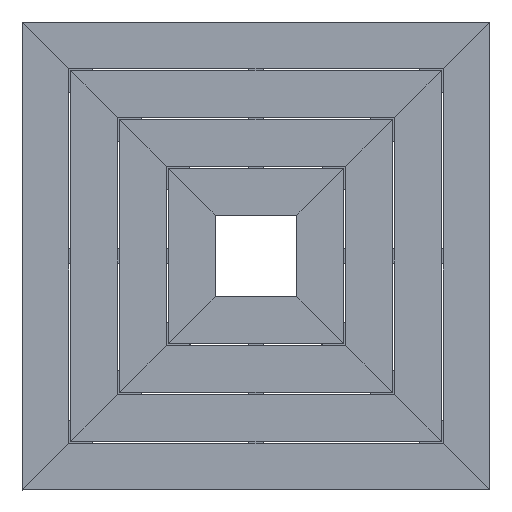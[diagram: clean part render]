
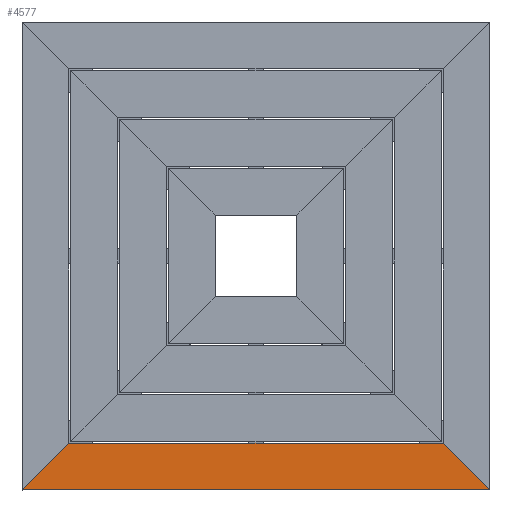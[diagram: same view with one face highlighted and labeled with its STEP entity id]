
A CAD part, top view. The second image highlights one B-rep face of the part: STEP entity #4577.
In plain terms, the highlighted planar face has unit normal (0, 0, 1).
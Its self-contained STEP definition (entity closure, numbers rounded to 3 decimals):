
#265=FACE_OUTER_BOUND('',#537,.T.);
#537=EDGE_LOOP('',(#3389,#3390,#3391,#3392));
#969=LINE('',#6953,#1513);
#970=LINE('',#6955,#1514);
#971=LINE('',#6957,#1515);
#972=LINE('',#6958,#1516);
#1513=VECTOR('',#5755,10.);
#1514=VECTOR('',#5756,10.);
#1515=VECTOR('',#5757,10.);
#1516=VECTOR('',#5758,10.);
#1965=VERTEX_POINT('',#6951);
#1966=VERTEX_POINT('',#6952);
#1967=VERTEX_POINT('',#6954);
#1968=VERTEX_POINT('',#6956);
#2465=EDGE_CURVE('',#1965,#1966,#969,.T.);
#2466=EDGE_CURVE('',#1966,#1967,#970,.T.);
#2467=EDGE_CURVE('',#1967,#1968,#971,.T.);
#2468=EDGE_CURVE('',#1968,#1965,#972,.T.);
#3389=ORIENTED_EDGE('',*,*,#2465,.T.);
#3390=ORIENTED_EDGE('',*,*,#2466,.T.);
#3391=ORIENTED_EDGE('',*,*,#2467,.T.);
#3392=ORIENTED_EDGE('',*,*,#2468,.T.);
#3997=PLANE('',#4935);
#4577=ADVANCED_FACE('',(#265),#3997,.T.);
#4935=AXIS2_PLACEMENT_3D('',#6950,#5753,#5754);
#5753=DIRECTION('center_axis',(0.,0.,
1.));
#5754=DIRECTION('ref_axis',(-1.,0.,0.));
#5755=DIRECTION('',(1.,0.,0.));
#5756=DIRECTION('',(-0.707,0.707,0.));
#5757=DIRECTION('',(-1.,0.,0.));
#5758=DIRECTION('',(-0.707,-0.707,0.));
#6950=CARTESIAN_POINT('Origin',(2921.921,10.674,2090.238));
#6951=CARTESIAN_POINT('',(2321.921,-49.326,2090.238));
#6952=CARTESIAN_POINT('',(3521.921,-49.326,2090.238));
#6953=CARTESIAN_POINT('',(2321.921,-49.326,2090.238));
#6954=CARTESIAN_POINT('',(3401.921,70.674,2090.238));
#6955=CARTESIAN_POINT('',(3521.921,-49.326,2090.238));
#6956=CARTESIAN_POINT('',(2441.921,70.674,2090.238));
#6957=CARTESIAN_POINT('',(3401.921,70.674,2090.238));
#6958=CARTESIAN_POINT('',(3521.921,1150.674,2090.238));
